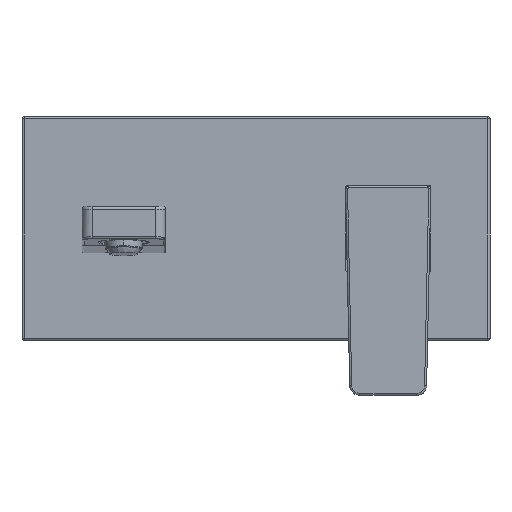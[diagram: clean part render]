
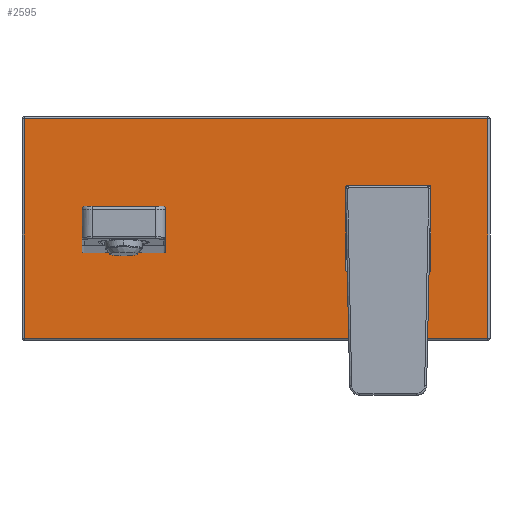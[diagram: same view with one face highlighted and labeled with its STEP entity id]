
A CAD part, front view. The second image highlights one B-rep face of the part: STEP entity #2595.
In plain terms, the highlighted face is planar.
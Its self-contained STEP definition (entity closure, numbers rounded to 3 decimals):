
#248=FACE_OUTER_BOUND('',#417,.T.);
#417=EDGE_LOOP('',(#1841,#1842,#1843,#1844));
#599=LINE('',#4162,#793);
#600=LINE('',#4164,#794);
#601=LINE('',#4166,#795);
#602=LINE('',#4167,#796);
#793=VECTOR('',#3287,108.);
#794=VECTOR('',#3288,228.);
#795=VECTOR('',#3289,108.);
#796=VECTOR('',#3290,228.);
#1157=VERTEX_POINT('',#4160);
#1158=VERTEX_POINT('',#4161);
#1159=VERTEX_POINT('',#4163);
#1160=VERTEX_POINT('',#4165);
#1411=EDGE_CURVE('',#1157,#1158,#599,.T.);
#1412=EDGE_CURVE('',#1158,#1159,#600,.T.);
#1413=EDGE_CURVE('',#1159,#1160,#601,.T.);
#1414=EDGE_CURVE('',#1160,#1157,#602,.T.);
#1841=ORIENTED_EDGE('',*,*,#1411,.T.);
#1842=ORIENTED_EDGE('',*,*,#1412,.T.);
#1843=ORIENTED_EDGE('',*,*,#1413,.T.);
#1844=ORIENTED_EDGE('',*,*,#1414,.T.);
#2525=PLANE('',#2876);
#2595=ADVANCED_FACE('',(#248),#2525,.T.);
#2876=AXIS2_PLACEMENT_3D('',#4159,#3285,#3286);
#3285=DIRECTION('center_axis',(0.,1.,0.));
#3286=DIRECTION('ref_axis',(1.,0.,0.));
#3287=DIRECTION('',(-1.,0.,0.));
#3288=DIRECTION('',(0.,0.,1.));
#3289=DIRECTION('',(1.,0.,0.));
#3290=DIRECTION('',(0.,0.,-1.));
#4159=CARTESIAN_POINT('Origin',(-46.051,7.258,0.));
#4160=CARTESIAN_POINT('',(7.949,7.258,-114.));
#4161=CARTESIAN_POINT('',(-100.051,7.258,-114.));
#4162=CARTESIAN_POINT('',(7.949,7.258,-114.));
#4163=CARTESIAN_POINT('',(-100.051,7.258,114.));
#4164=CARTESIAN_POINT('',(-100.051,7.258,-114.));
#4165=CARTESIAN_POINT('',(7.949,7.258,114.));
#4166=CARTESIAN_POINT('',(-100.051,7.258,114.));
#4167=CARTESIAN_POINT('',(7.949,7.258,114.));
